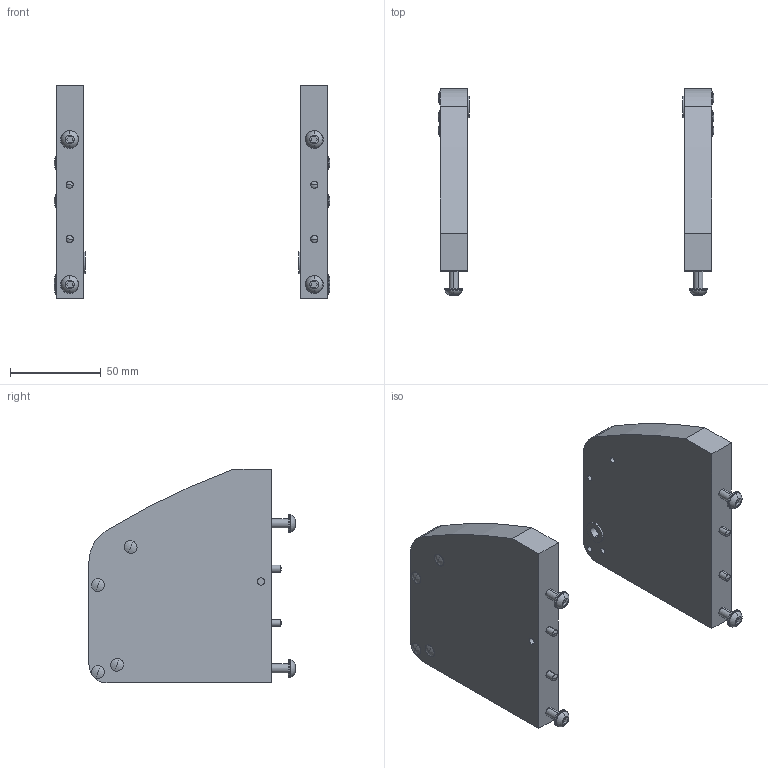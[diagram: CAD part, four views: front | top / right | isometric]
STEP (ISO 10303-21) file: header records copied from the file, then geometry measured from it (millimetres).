
FILE_DESCRIPTION (( 'STEP AP214' ), '1' );
FILE_NAME ('54769~0.STEP', '2018-03-14T10:04:39', ( '' ), ( '' ), 'SwSTEP 2.0', 'SolidWorks 2016', '' );
FILE_SCHEMA (( 'AUTOMOTIVE_DESIGN' ));
Length unit declared in the file: millimetre
Products named in the file (8): 43581~4_KUNDE<S>; 43495~0_S; ISO7380~n_M05,0x020; DIN6325~n_04,0m6x016; 54769~0; 43582~5_KUNDE<S>; 31194~0; DIN125~n_05,3 M05,0 Fase
Assembly tree (24 placements, depth 2):
  54769~0
    43581~4_KUNDE<S>
    43582~5_KUNDE<S>
    ISO7380~n_M05,0x020  x4
    DIN6325~n_04,0m6x016  x4
    DIN125~n_05,3 M05,0 Fase  x4
    31194~0  x2
    43495~0_S  x8
Bounding box: 152.12 x 113.75 x 118 mm (x, y, z)
Volume: 311737.2 mm3; surface area: 61924.7 mm2
Topology: 24 solids, 24 shells, 426 faces, 1040 edges, 642 vertices
Faces by surface type: plane 142, cylinder 112, cone 96, bspline 48, sphere 16, torus 12
Entity records: 5032 total; most frequent: CARTESIAN_POINT 867, DIRECTION 824, ORIENTED_EDGE 666, AXIS2_PLACEMENT_3D 334, EDGE_CURVE 333, VERTEX_POINT 215, EDGE_LOOP 184, CIRCLE 166
